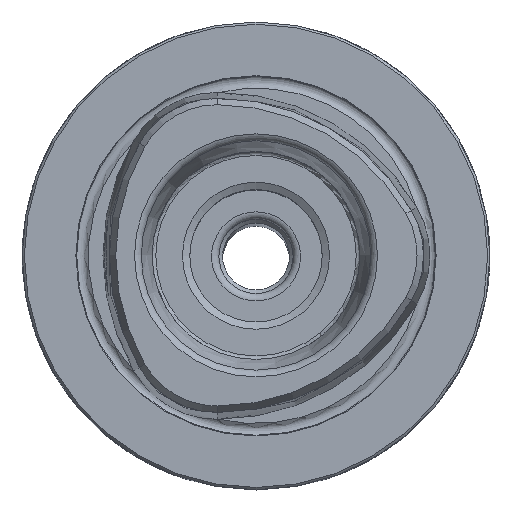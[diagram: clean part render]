
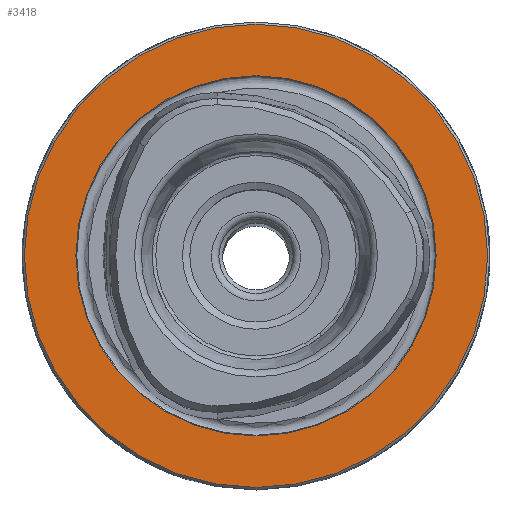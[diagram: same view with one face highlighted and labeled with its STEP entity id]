
A CAD part, top view. The second image highlights one B-rep face of the part: STEP entity #3418.
In plain terms, the highlighted planar face has unit normal (0, 0, 1).
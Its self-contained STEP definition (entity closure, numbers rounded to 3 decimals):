
#298=PLANE('',#3645);
#455=ORIENTED_EDGE('',*,*,#897,.T.);
#456=ORIENTED_EDGE('',*,*,#971,.F.);
#897=EDGE_CURVE('',#1176,#1176,#1385,.T.);
#971=EDGE_CURVE('',#1229,#1229,#1402,.T.);
#1176=VERTEX_POINT('',#4692);
#1229=VERTEX_POINT('',#4941);
#1385=CIRCLE('',#3590,31.2);
#1402=CIRCLE('',#3646,24.264);
#1581=EDGE_LOOP('',(#455));
#1582=EDGE_LOOP('',(#456));
#1865=FACE_BOUND('',#1581,.T.);
#1866=FACE_BOUND('',#1582,.T.);
#3418=ADVANCED_FACE('',(#1865,#1866),#298,.T.);
#3590=AXIS2_PLACEMENT_3D('',#4691,#3961,#3962);
#3645=AXIS2_PLACEMENT_3D('',#4939,#4101,#4102);
#3646=AXIS2_PLACEMENT_3D('',#4940,#4103,#4104);
#3961=DIRECTION('',(0.,0.,1.));
#3962=DIRECTION('',(1.,0.,0.));
#4101=DIRECTION('',(0.,0.,1.));
#4102=DIRECTION('',(1.,0.,0.));
#4103=DIRECTION('',(0.,0.,1.));
#4104=DIRECTION('',(1.,0.,0.));
#4691=CARTESIAN_POINT('',(0.,0.,0.));
#4692=CARTESIAN_POINT('',(31.2,0.,0.));
#4939=CARTESIAN_POINT('',(24.2,0.,0.));
#4940=CARTESIAN_POINT('',(0.,0.,0.));
#4941=CARTESIAN_POINT('',(24.264,0.,0.));
